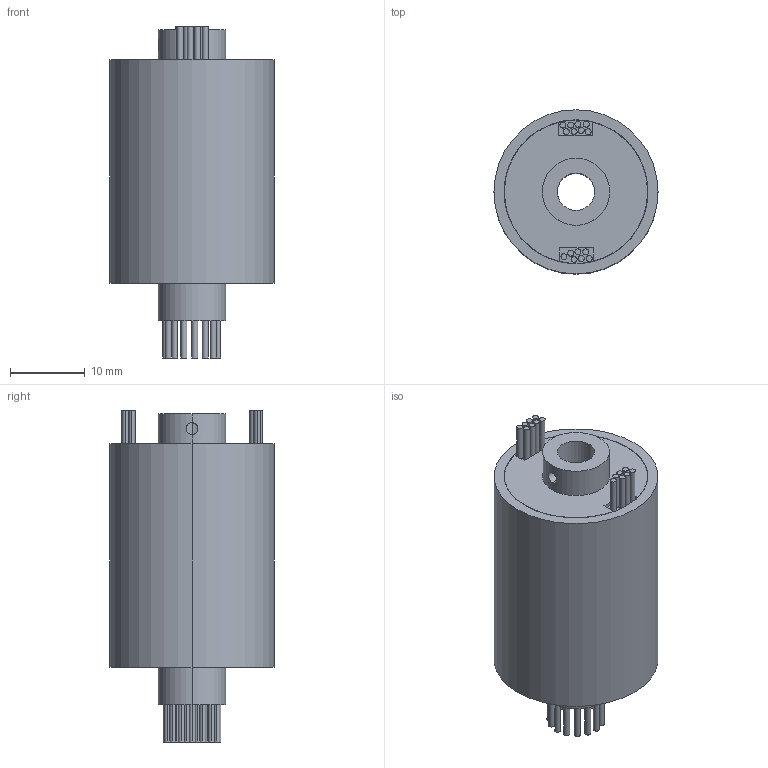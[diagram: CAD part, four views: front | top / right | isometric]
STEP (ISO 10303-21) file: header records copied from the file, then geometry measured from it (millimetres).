
FILE_DESCRIPTION (( 'STEP AP203' ), '1' );
FILE_NAME ('RT05229-S15.STEP', '2020-07-16T01:57:04', ( '微软用户' ), ( '微软中国' ), 'SwSTEP 2.0', 'SolidWorks 2014', '' );
FILE_SCHEMA (( 'CONFIG_CONTROL_DESIGN' ));
Length unit declared in the file: millimetre
Products named in the file (1): RT05229-S15
Bounding box: 22 x 22 x 44.5 mm (x, y, z)
Volume: 11254.9 mm3; surface area: 4535.9 mm2
Topology: 1 solids, 2 shells, 136 faces, 284 edges, 188 vertices
Faces by surface type: cylinder 86, plane 50
Entity records: 3853 total; most frequent: DIRECTION 726, CARTESIAN_POINT 675, ORIENTED_EDGE 568, AXIS2_PLACEMENT_3D 309, EDGE_CURVE 284, VERTEX_POINT 188, EDGE_LOOP 178, CIRCLE 172
